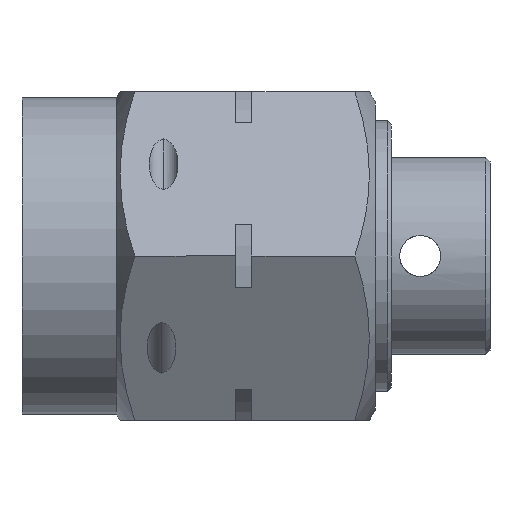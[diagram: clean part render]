
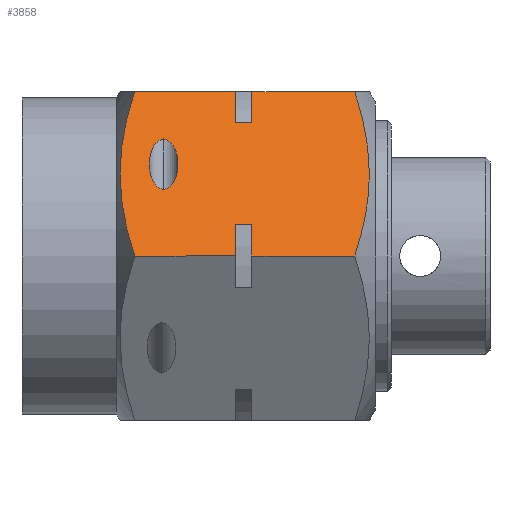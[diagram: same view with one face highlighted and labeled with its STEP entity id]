
A CAD part, front view. The second image highlights one B-rep face of the part: STEP entity #3858.
In plain terms, the highlighted face is planar.
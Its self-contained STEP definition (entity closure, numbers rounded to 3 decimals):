
#54 = CARTESIAN_POINT ( 'NONE',  ( 4.001, -2.31, 1.4 ) ) ;
#56 = LINE ( 'NONE', #2419, #1407 ) ;
#153 = DIRECTION ( 'NONE',  ( 0., 0., -1. ) ) ;
#155 = ORIENTED_EDGE ( 'NONE', *, *, #3841, .T. ) ;
#167 = EDGE_LOOP ( 'NONE', ( #1199, #2496, #1757, #2279, #1004, #2728, #1230, #2944, #3607, #444, #1382, #155 ) ) ;
#170 = VERTEX_POINT ( 'NONE', #623 ) ;
#229 = VECTOR ( 'NONE', #1832, 1000. ) ;
#245 = VERTEX_POINT ( 'NONE', #3003 ) ;
#307 = CARTESIAN_POINT ( 'NONE',  ( 4.001, -2.31, 1.4 ) ) ;
#323 = EDGE_CURVE ( 'NONE', #170, #958, #3423, .T. ) ;
#330 = LINE ( 'NONE', #1055, #2442 ) ;
#381 = CARTESIAN_POINT ( 'NONE',  ( 4.001, -2.31, -5.6 ) ) ;
#420 = DIRECTION ( 'NONE',  ( 0., 0., -1. ) ) ;
#422 = CARTESIAN_POINT ( 'NONE',  ( 1.628, -3.68, -3.45 ) ) ;
#442 = EDGE_CURVE ( 'NONE', #2459, #245, #330, .T. ) ;
#444 = ORIENTED_EDGE ( 'NONE', *, *, #3789, .F. ) ;
#523 = CARTESIAN_POINT ( 'NONE',  ( 1.628, -3.68, -3.45 ) ) ;
#564 = CARTESIAN_POINT ( 'NONE',  ( 0., -4.62, 1.4 ) ) ;
#623 = CARTESIAN_POINT ( 'NONE',  ( 0., -4.62, -5.6 ) ) ;
#638 = CARTESIAN_POINT ( 'NONE',  ( 4.001, -2.31, -8.105 ) ) ;
#649 = EDGE_CURVE ( 'NONE', #2564, #1641, #56, .T. ) ;
#669 = CARTESIAN_POINT ( 'NONE',  ( 1.316, -3.86, -2.388 ) ) ;
#676 = DIRECTION ( 'NONE',  ( -0.866, -0.5, 0. ) ) ;
#707 = PLANE ( 'NONE',  #2561 ) ;
#792 = VECTOR ( 'NONE', #1650, 1000. ) ;
#805 = CARTESIAN_POINT ( 'NONE',  ( 0., -4.62, -8.105 ) ) ;
#874 = EDGE_CURVE ( 'NONE', #1641, #1133, #2988, .T. ) ;
#948 = EDGE_CURVE ( 'NONE', #2587, #1364, #3821, .T. ) ;
#951 = CARTESIAN_POINT ( 'NONE',  ( 0.759, -4.182, -5.6 ) ) ;
#958 = VERTEX_POINT ( 'NONE', #805 ) ;
#960 = CARTESIAN_POINT ( 'NONE',  ( 1.324, -3.855, -8.428 ) ) ;
#966 = LINE ( 'NONE', #307, #2472 ) ;
#967 = CARTESIAN_POINT ( 'NONE',  ( 0., -4.62, -2.745 ) ) ;
#1004 = ORIENTED_EDGE ( 'NONE', *, *, #3016, .T. ) ;
#1013 = VERTEX_POINT ( 'NONE', #1122 ) ;
#1028 = LINE ( 'NONE', #1490, #229 ) ;
#1055 = CARTESIAN_POINT ( 'NONE',  ( 4.001, -2.31, -5.2 ) ) ;
#1116 = LINE ( 'NONE', #564, #1347 ) ;
#1122 = CARTESIAN_POINT ( 'NONE',  ( 4.001, -2.31, -2.745 ) ) ;
#1133 = VERTEX_POINT ( 'NONE', #951 ) ;
#1154 = EDGE_CURVE ( 'NONE', #1662, #1013, #2173, .T. ) ;
#1199 = ORIENTED_EDGE ( 'NONE', *, *, #2195, .T. ) ;
#1230 = ORIENTED_EDGE ( 'NONE', *, *, #874, .T. ) ;
#1236 = CARTESIAN_POINT ( 'NONE',  ( 3.348, -2.687, -8.322 ) ) ;
#1259 = CARTESIAN_POINT ( 'NONE',  ( 3.344, -2.689, -2.546 ) ) ;
#1260 = DIRECTION ( 'NONE',  ( 0., 0., -1. ) ) ;
#1272 = CARTESIAN_POINT ( 'NONE',  ( 0.653, -4.243, -2.527 ) ) ;
#1296 = LINE ( 'NONE', #381, #2694 ) ;
#1330 = DIRECTION ( 'NONE',  ( -0.866, -0.5, 0. ) ) ;
#1347 = VECTOR ( 'NONE', #1761, 1000. ) ;
#1364 = VERTEX_POINT ( 'NONE', #422 ) ;
#1382 = ORIENTED_EDGE ( 'NONE', *, *, #3696, .F. ) ;
#1407 = VECTOR ( 'NONE', #1512, 1000. ) ;
#1422 = CARTESIAN_POINT ( 'NONE',  ( 2.841, -2.98, -2.75 ) ) ;
#1449 = CARTESIAN_POINT ( 'NONE',  ( 1.628, -3.68, -2.75 ) ) ;
#1490 = CARTESIAN_POINT ( 'NONE',  ( 3.242, -2.748, 3.522 ) ) ;
#1497 = EDGE_CURVE ( 'NONE', #1364, #2587, #2834, .T. ) ;
#1502 = CARTESIAN_POINT ( 'NONE',  ( 0.759, -4.182, -5.2 ) ) ;
#1512 = DIRECTION ( 'NONE',  ( 0.866, 0.5, 0. ) ) ;
#1581 = FACE_BOUND ( 'NONE', #1990, .T. ) ;
#1616 = CARTESIAN_POINT ( 'NONE',  ( 4.001, -2.31, 1.4 ) ) ;
#1637 = LINE ( 'NONE', #1616, #2514 ) ;
#1641 = VERTEX_POINT ( 'NONE', #1502 ) ;
#1650 = DIRECTION ( 'NONE',  ( -0.866, -0.5, 0. ) ) ;
#1662 = VERTEX_POINT ( 'NONE', #3320 ) ;
#1676 = CARTESIAN_POINT ( 'NONE',  ( 2.841, -2.98, -3.45 ) ) ;
#1689 = CARTESIAN_POINT ( 'NONE',  ( 1.628, -3.68, -3.45 ) ) ;
#1757 = ORIENTED_EDGE ( 'NONE', *, *, #3507, .F. ) ;
#1761 = DIRECTION ( 'NONE',  ( 0., 0., -1. ) ) ;
#1788 = DIRECTION ( 'NONE',  ( 0., 0., -1. ) ) ;
#1824 = CARTESIAN_POINT ( 'NONE',  ( 4.001, -2.31, -8.105 ) ) ;
#1832 = DIRECTION ( 'NONE',  ( 0., 0., 1. ) ) ;
#1837 = VECTOR ( 'NONE', #1260, 1000. ) ;
#1905 = DIRECTION ( 'NONE',  ( 0.866, 0.5, 0. ) ) ;
#1990 = EDGE_LOOP ( 'NONE', ( #2735, #2408 ) ) ;
#2044 = CARTESIAN_POINT ( 'NONE',  ( 4.001, -2.31, -5.6 ) ) ;
#2152 = DIRECTION ( 'NONE',  ( 0.5, -0.866, 0. ) ) ;
#2172 = CARTESIAN_POINT ( 'NONE',  ( 4.001, -2.31, -2.745 ) ) ;
#2173 = B_SPLINE_CURVE_WITH_KNOTS ( 'NONE', 3,
 ( #967, #1272, #669, #3363, #2183, #1259, #2773, #2172 ),
 .UNSPECIFIED., .F., .F.,
 ( 4, 2, 2, 4 ),
 ( 0., 0.002, 0.003, 0.005 ),
 .UNSPECIFIED. ) ;
#2183 = CARTESIAN_POINT ( 'NONE',  ( 2.677, -3.075, -2.421 ) ) ;
#2195 = EDGE_CURVE ( 'NONE', #3691, #2459, #1028, .T. ) ;
#2279 = ORIENTED_EDGE ( 'NONE', *, *, #1154, .F. ) ;
#2301 = CARTESIAN_POINT ( 'NONE',  ( 4.001, -2.31, -5.6 ) ) ;
#2408 = ORIENTED_EDGE ( 'NONE', *, *, #948, .T. ) ;
#2419 = CARTESIAN_POINT ( 'NONE',  ( 4.001, -2.31, -5.2 ) ) ;
#2442 = VECTOR ( 'NONE', #1905, 1000. ) ;
#2459 = VERTEX_POINT ( 'NONE', #3430 ) ;
#2472 = VECTOR ( 'NONE', #1788, 1000. ) ;
#2483 = CARTESIAN_POINT ( 'NONE',  ( 0.657, -4.241, -8.304 ) ) ;
#2496 = ORIENTED_EDGE ( 'NONE', *, *, #442, .T. ) ;
#2514 = VECTOR ( 'NONE', #420, 1000. ) ;
#2561 = AXIS2_PLACEMENT_3D ( 'NONE', #54, #2152, #1330 ) ;
#2564 = VERTEX_POINT ( 'NONE', #2632 ) ;
#2587 = VERTEX_POINT ( 'NONE', #3521 ) ;
#2592 = VERTEX_POINT ( 'NONE', #2044 ) ;
#2632 = CARTESIAN_POINT ( 'NONE',  ( 0., -4.62, -5.2 ) ) ;
#2674 = CARTESIAN_POINT ( 'NONE',  ( 3.242, -2.748, -5.6 ) ) ;
#2694 = VECTOR ( 'NONE', #676, 1000. ) ;
#2702 = LINE ( 'NONE', #2301, #792 ) ;
#2728 = ORIENTED_EDGE ( 'NONE', *, *, #649, .T. ) ;
#2734 = VERTEX_POINT ( 'NONE', #638 ) ;
#2735 = ORIENTED_EDGE ( 'NONE', *, *, #1497, .T. ) ;
#2744 = CARTESIAN_POINT ( 'NONE',  ( 1.664, -3.659, -8.462 ) ) ;
#2773 = CARTESIAN_POINT ( 'NONE',  ( 3.674, -2.499, -2.636 ) ) ;
#2834 =( BOUNDED_CURVE ( )  B_SPLINE_CURVE ( 3, ( #523, #1449, #1422, #3515 ),
 .UNSPECIFIED., .F., .T. ) 
 B_SPLINE_CURVE_WITH_KNOTS ( ( 4, 4 ),
 ( 0., 3.142 ),
 .UNSPECIFIED. ) 
 CURVE ( )  GEOMETRIC_REPRESENTATION_ITEM ( )  RATIONAL_B_SPLINE_CURVE ( ( 1., 0.333, 0.333, 1. ) ) 
 REPRESENTATION_ITEM ( '' )  );
#2944 = ORIENTED_EDGE ( 'NONE', *, *, #3002, .T. ) ;
#2988 = LINE ( 'NONE', #3741, #3712 ) ;
#3002 = EDGE_CURVE ( 'NONE', #1133, #170, #2702, .T. ) ;
#3003 = CARTESIAN_POINT ( 'NONE',  ( 4.001, -2.31, -5.2 ) ) ;
#3016 = EDGE_CURVE ( 'NONE', #1662, #2564, #1116, .T. ) ;
#3025 = CARTESIAN_POINT ( 'NONE',  ( 2.685, -3.07, -8.461 ) ) ;
#3037 = CARTESIAN_POINT ( 'NONE',  ( 0., -4.62, -8.105 ) ) ;
#3180 = CARTESIAN_POINT ( 'NONE',  ( 1.628, -3.68, -4.15 ) ) ;
#3320 = CARTESIAN_POINT ( 'NONE',  ( 0., -4.62, -2.745 ) ) ;
#3335 = CARTESIAN_POINT ( 'NONE',  ( 0., -4.62, 1.4 ) ) ;
#3363 = CARTESIAN_POINT ( 'NONE',  ( 2.337, -3.271, -2.387 ) ) ;
#3423 = LINE ( 'NONE', #3335, #1837 ) ;
#3430 = CARTESIAN_POINT ( 'NONE',  ( 3.242, -2.748, -5.2 ) ) ;
#3507 = EDGE_CURVE ( 'NONE', #1013, #245, #1637, .T. ) ;
#3515 = CARTESIAN_POINT ( 'NONE',  ( 2.841, -2.98, -3.45 ) ) ;
#3521 = CARTESIAN_POINT ( 'NONE',  ( 2.841, -2.98, -3.45 ) ) ;
#3540 = FACE_OUTER_BOUND ( 'NONE', #167, .T. ) ;
#3607 = ORIENTED_EDGE ( 'NONE', *, *, #323, .T. ) ;
#3652 = B_SPLINE_CURVE_WITH_KNOTS ( 'NONE', 3,
 ( #1824, #1236, #3025, #2744, #960, #2483, #3670, #3037 ),
 .UNSPECIFIED., .F., .F.,
 ( 4, 2, 2, 4 ),
 ( 0., 0.002, 0.003, 0.005 ),
 .UNSPECIFIED. ) ;
#3670 = CARTESIAN_POINT ( 'NONE',  ( 0.327, -4.431, -8.214 ) ) ;
#3691 = VERTEX_POINT ( 'NONE', #2674 ) ;
#3696 = EDGE_CURVE ( 'NONE', #2592, #2734, #966, .T. ) ;
#3712 = VECTOR ( 'NONE', #153, 1000. ) ;
#3741 = CARTESIAN_POINT ( 'NONE',  ( 0.759, -4.182, 3.522 ) ) ;
#3766 = CARTESIAN_POINT ( 'NONE',  ( 2.841, -2.98, -4.15 ) ) ;
#3789 = EDGE_CURVE ( 'NONE', #2734, #958, #3652, .T. ) ;
#3821 =( BOUNDED_CURVE ( )  B_SPLINE_CURVE ( 3, ( #1676, #3766, #3180, #1689 ),
 .UNSPECIFIED., .F., .T. ) 
 B_SPLINE_CURVE_WITH_KNOTS ( ( 4, 4 ),
 ( 3.142, 6.283 ),
 .UNSPECIFIED. ) 
 CURVE ( )  GEOMETRIC_REPRESENTATION_ITEM ( )  RATIONAL_B_SPLINE_CURVE ( ( 1., 0.333, 0.333, 1. ) ) 
 REPRESENTATION_ITEM ( '' )  );
#3841 = EDGE_CURVE ( 'NONE', #2592, #3691, #1296, .T. ) ;
#3858 = ADVANCED_FACE ( 'NONE', ( #1581, #3540 ), #707, .T. ) ;
